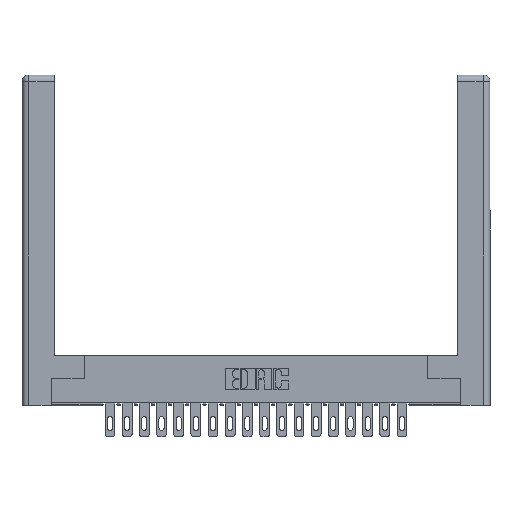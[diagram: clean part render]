
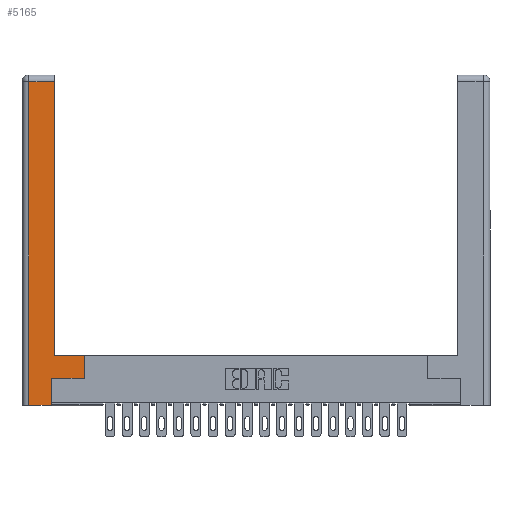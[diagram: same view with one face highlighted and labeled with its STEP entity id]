
A CAD part, top view. The second image highlights one B-rep face of the part: STEP entity #5165.
In plain terms, the highlighted planar face has unit normal (0, 0, 1).
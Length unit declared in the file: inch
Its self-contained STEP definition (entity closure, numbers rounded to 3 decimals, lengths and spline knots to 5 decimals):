
#268 = VERTEX_POINT ( 'NONE', #14515 ) ;
#1027 = CARTESIAN_POINT ( 'NONE',  ( 0.295, 3., 0. ) ) ;
#1791 = CARTESIAN_POINT ( 'NONE',  ( 0.565, 0.245, 0. ) ) ;
#1821 = CARTESIAN_POINT ( 'NONE',  ( 0.265, 0.245, 0. ) ) ;
#1948 = DIRECTION ( 'NONE',  ( 0., 1., 0. ) ) ;
#2205 = VECTOR ( 'NONE', #24068, 39.37008 ) ;
#2646 = LINE ( 'NONE', #13389, #15641 ) ;
#3043 = ORIENTED_EDGE ( 'NONE', *, *, #11272, .T. ) ;
#3265 = DIRECTION ( 'NONE',  ( 1., 0., 0. ) ) ;
#3267 = CARTESIAN_POINT ( 'NONE',  ( 0.295, 2.94, 0. ) ) ;
#3295 = ORIENTED_EDGE ( 'NONE', *, *, #11509, .T. ) ;
#3333 = PLANE ( 'NONE',  #7008 ) ;
#3412 = DIRECTION ( 'NONE',  ( -1., 0., 0. ) ) ;
#3735 = LINE ( 'NONE', #11819, #21531 ) ;
#3743 = CARTESIAN_POINT ( 'NONE',  ( 0.0615, 0., 0. ) ) ;
#3969 = VECTOR ( 'NONE', #1948, 39.37008 ) ;
#5165 = ADVANCED_FACE ( 'NONE', ( #15279 ), #3333, .F. ) ;
#5237 = LINE ( 'NONE', #12829, #20000 ) ;
#5349 = VERTEX_POINT ( 'NONE', #18167 ) ;
#5536 = DIRECTION ( 'NONE',  ( 0., 0., -1. ) ) ;
#5551 = DIRECTION ( 'NONE',  ( 0., 1., 0. ) ) ;
#6181 = VECTOR ( 'NONE', #5551, 39.37008 ) ;
#6690 = VERTEX_POINT ( 'NONE', #1821 ) ;
#7008 = AXIS2_PLACEMENT_3D ( 'NONE', #11362, #5536, #3412 ) ;
#7989 = DIRECTION ( 'NONE',  ( 1., 0., 0. ) ) ;
#8595 = EDGE_CURVE ( 'NONE', #18265, #268, #5237, .T. ) ;
#10199 = EDGE_LOOP ( 'NONE', ( #14676, #19136, #3295, #3043, #22967, #22864, #16732, #17129 ) ) ;
#10348 = EDGE_CURVE ( 'NONE', #5349, #6690, #14584, .T. ) ;
#10656 = CARTESIAN_POINT ( 'NONE',  ( 0.265, 0.245, 0. ) ) ;
#11043 = LINE ( 'NONE', #1027, #6181 ) ;
#11272 = EDGE_CURVE ( 'NONE', #23295, #5349, #18473, .T. ) ;
#11355 = VERTEX_POINT ( 'NONE', #1791 ) ;
#11362 = CARTESIAN_POINT ( 'NONE',  ( 0., 0., 0. ) ) ;
#11509 = EDGE_CURVE ( 'NONE', #20817, #23295, #16936, .T. ) ;
#11624 = CARTESIAN_POINT ( 'NONE',  ( 0.565, 0.45, 0. ) ) ;
#11819 = CARTESIAN_POINT ( 'NONE',  ( 0.565, 0.245, 0. ) ) ;
#12252 = EDGE_CURVE ( 'NONE', #11355, #18265, #14814, .T. ) ;
#12829 = CARTESIAN_POINT ( 'NONE',  ( 0.295, 0.45, 0. ) ) ;
#13389 = CARTESIAN_POINT ( 'NONE',  ( 0.0615, 2.94, 0. ) ) ;
#14515 = CARTESIAN_POINT ( 'NONE',  ( 0.295, 0.45, 0. ) ) ;
#14584 = LINE ( 'NONE', #10656, #2205 ) ;
#14676 = ORIENTED_EDGE ( 'NONE', *, *, #17329, .T. ) ;
#14814 = LINE ( 'NONE', #11624, #3969 ) ;
#14954 = CARTESIAN_POINT ( 'NONE',  ( 0.0615, 0., 0. ) ) ;
#14960 = EDGE_CURVE ( 'NONE', #20749, #20817, #2646, .T. ) ;
#15116 = VECTOR ( 'NONE', #3265, 39.37008 ) ;
#15279 = FACE_OUTER_BOUND ( 'NONE', #10199, .T. ) ;
#15641 = VECTOR ( 'NONE', #24782, 39.37008 ) ;
#16656 = DIRECTION ( 'NONE',  ( -1., 0., 0. ) ) ;
#16732 = ORIENTED_EDGE ( 'NONE', *, *, #12252, .T. ) ;
#16936 = LINE ( 'NONE', #3743, #21476 ) ;
#17129 = ORIENTED_EDGE ( 'NONE', *, *, #8595, .T. ) ;
#17223 = DIRECTION ( 'NONE',  ( 0., -1., 0. ) ) ;
#17329 = EDGE_CURVE ( 'NONE', #268, #20749, #11043, .T. ) ;
#18167 = CARTESIAN_POINT ( 'NONE',  ( 0.265, 0., 0. ) ) ;
#18265 = VERTEX_POINT ( 'NONE', #23236 ) ;
#18473 = LINE ( 'NONE', #20711, #15116 ) ;
#19136 = ORIENTED_EDGE ( 'NONE', *, *, #14960, .T. ) ;
#20000 = VECTOR ( 'NONE', #16656, 39.37008 ) ;
#20711 = CARTESIAN_POINT ( 'NONE',  ( 0.265, 0., 0. ) ) ;
#20749 = VERTEX_POINT ( 'NONE', #3267 ) ;
#20817 = VERTEX_POINT ( 'NONE', #20972 ) ;
#20972 = CARTESIAN_POINT ( 'NONE',  ( 0.0615, 2.94, 0. ) ) ;
#21476 = VECTOR ( 'NONE', #17223, 39.37008 ) ;
#21531 = VECTOR ( 'NONE', #7989, 39.37008 ) ;
#22453 = EDGE_CURVE ( 'NONE', #6690, #11355, #3735, .T. ) ;
#22864 = ORIENTED_EDGE ( 'NONE', *, *, #22453, .T. ) ;
#22967 = ORIENTED_EDGE ( 'NONE', *, *, #10348, .T. ) ;
#23236 = CARTESIAN_POINT ( 'NONE',  ( 0.565, 0.45, 0. ) ) ;
#23295 = VERTEX_POINT ( 'NONE', #14954 ) ;
#24068 = DIRECTION ( 'NONE',  ( 0., 1., 0. ) ) ;
#24782 = DIRECTION ( 'NONE',  ( -1., 0., 0. ) ) ;
